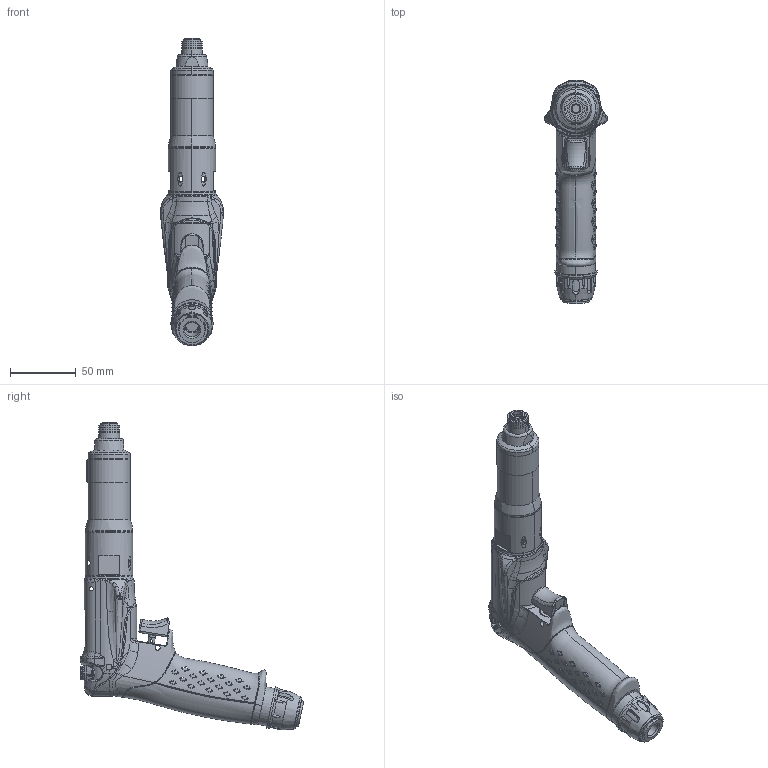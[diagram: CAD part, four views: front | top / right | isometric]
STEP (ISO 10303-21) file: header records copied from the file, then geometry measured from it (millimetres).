
FILE_DESCRIPTION((''),'2;1');
FILE_NAME('TMP15927_SW','2011-09-13T',('tooextcsr'),(''),'PRO/ENGINEER BY PARAMETRIC TECHNOLOGY CORPORATION, 2008310','PRO/ENGINEER BY PARAMETRIC TECHNOLOGY CORPORATION, 2008310','');
FILE_SCHEMA(('CONFIG_CONTROL_DESIGN', 'GEOMETRIC_VALIDATION_PROPERTIES_MIM'));
Length unit declared in the file: millimetre
Products named in the file (1): TMP15927_SW
Bounding box: 48.05 x 170.1 x 234.01 mm (x, y, z)
Surface area: 48852.2 mm2 (no closed solid volume)
Topology: 0 solids, 87 shells, 805 faces, 3284 edges, 2411 vertices
Faces by surface type: bspline 438, cylinder 164, plane 90, torus 46, cone 43, extrusion 16, revolution 4, sphere 4
Entity records: 210382 total; most frequent: CARTESIAN_POINT 184183, ORIENTED_EDGE 4700, EDGE_CURVE 3264, VERTEX_POINT 2409, DIRECTION 2391, B_SPLINE_CURVE_WITH_KNOTS 2196, AXIS2_PLACEMENT_3D 936, EDGE_LOOP 878
